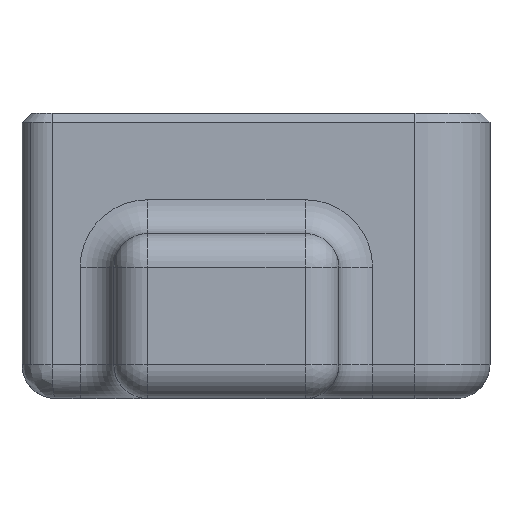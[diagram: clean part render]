
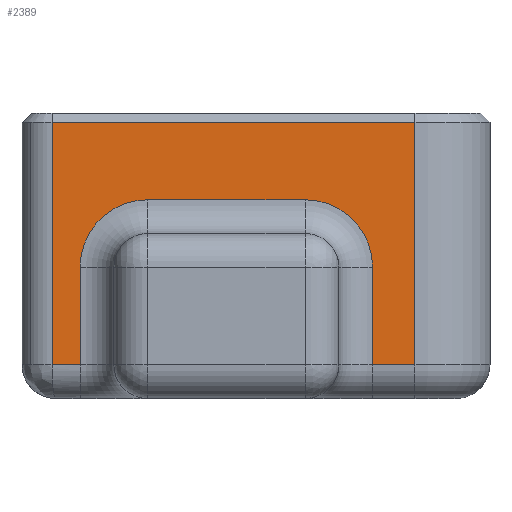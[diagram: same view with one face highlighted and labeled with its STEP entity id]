
A CAD part, left-side view. The second image highlights one B-rep face of the part: STEP entity #2389.
In plain terms, the highlighted planar face has unit normal (-1, 0, 0).
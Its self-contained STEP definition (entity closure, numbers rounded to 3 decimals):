
#3 = VECTOR ( 'NONE', #6279, 1000. ) ;
#24 = VECTOR ( 'NONE', #3313, 1000. ) ;
#78 = EDGE_CURVE ( 'NONE', #193, #3205, #6079, .T. ) ;
#164 = DIRECTION ( 'NONE',  ( 0., 0., 1. ) ) ;
#185 = VERTEX_POINT ( 'NONE', #723 ) ;
#193 = VERTEX_POINT ( 'NONE', #5095 ) ;
#245 = VERTEX_POINT ( 'NONE', #2473 ) ;
#340 = CARTESIAN_POINT ( 'NONE',  ( -4., -7., 48.4 ) ) ;
#371 = CARTESIAN_POINT ( 'NONE',  ( -4., -7., 43.25 ) ) ;
#535 = VECTOR ( 'NONE', #4872, 1000. ) ;
#558 = CIRCLE ( 'NONE', #1569, 4.5 ) ;
#562 = CARTESIAN_POINT ( 'NONE',  ( -4., -2., 32.25 ) ) ;
#610 = CARTESIAN_POINT ( 'NONE',  ( -4., -7., 32.25 ) ) ;
#718 = LINE ( 'NONE', #4909, #535 ) ;
#723 = CARTESIAN_POINT ( 'NONE',  ( -4., 22.2, 32.25 ) ) ;
#759 = CARTESIAN_POINT ( 'NONE',  ( -4., 22.2, 34. ) ) ;
#797 = EDGE_CURVE ( 'NONE', #2158, #6137, #2985, .T. ) ;
#864 = LINE ( 'NONE', #340, #3 ) ;
#1053 = VERTEX_POINT ( 'NONE', #6508 ) ;
#1147 = VECTOR ( 'NONE', #164, 1000. ) ;
#1192 = ORIENTED_EDGE ( 'NONE', *, *, #3689, .F. ) ;
#1195 = DIRECTION ( 'NONE',  ( 0., 1., 0. ) ) ;
#1360 = EDGE_CURVE ( 'NONE', #185, #3396, #6524, .T. ) ;
#1431 = LINE ( 'NONE', #6193, #2339 ) ;
#1569 = AXIS2_PLACEMENT_3D ( 'NONE', #5909, #4443, #1195 ) ;
#1673 = EDGE_CURVE ( 'NONE', #245, #185, #3787, .T. ) ;
#1801 = CARTESIAN_POINT ( 'NONE',  ( -4., 5.325, 38.75 ) ) ;
#2061 = DIRECTION ( 'NONE',  ( 0., 0., -1. ) ) ;
#2088 = FACE_OUTER_BOUND ( 'NONE', #3110, .T. ) ;
#2117 = ORIENTED_EDGE ( 'NONE', *, *, #797, .F. ) ;
#2127 = VECTOR ( 'NONE', #5621, 1000. ) ;
#2135 = VERTEX_POINT ( 'NONE', #4482 ) ;
#2158 = VERTEX_POINT ( 'NONE', #3925 ) ;
#2339 = VECTOR ( 'NONE', #2481, 1000. ) ;
#2389 = ADVANCED_FACE ( 'NONE', ( #2088 ), #5838, .F. ) ;
#2413 = CARTESIAN_POINT ( 'NONE',  ( -4., 15.825, 43.25 ) ) ;
#2433 = DIRECTION ( 'NONE',  ( 0., 1., 0. ) ) ;
#2473 = CARTESIAN_POINT ( 'NONE',  ( -4., 20.325, 32.25 ) ) ;
#2481 = DIRECTION ( 'NONE',  ( 0., 0., 1. ) ) ;
#2585 = DIRECTION ( 'NONE',  ( 1., 0., 0. ) ) ;
#2781 = DIRECTION ( 'NONE',  ( 0., 1., 0. ) ) ;
#2806 = EDGE_CURVE ( 'NONE', #1053, #245, #718, .T. ) ;
#2883 = EDGE_CURVE ( 'NONE', #2158, #2135, #5334, .T. ) ;
#2906 = ORIENTED_EDGE ( 'NONE', *, *, #78, .F. ) ;
#2985 = LINE ( 'NONE', #371, #3939 ) ;
#3004 = ORIENTED_EDGE ( 'NONE', *, *, #1673, .F. ) ;
#3069 = VERTEX_POINT ( 'NONE', #3644 ) ;
#3110 = EDGE_LOOP ( 'NONE', ( #4036, #3004, #6177, #5078, #2117, #3354, #1192, #6581, #2906, #3909 ) ) ;
#3191 = DIRECTION ( 'NONE',  ( 0., 1., 0. ) ) ;
#3205 = VERTEX_POINT ( 'NONE', #562 ) ;
#3313 = DIRECTION ( 'NONE',  ( 0., 0., -1. ) ) ;
#3354 = ORIENTED_EDGE ( 'NONE', *, *, #2883, .T. ) ;
#3396 = VERTEX_POINT ( 'NONE', #6712 ) ;
#3485 = CARTESIAN_POINT ( 'NONE',  ( -4., -7., 32.25 ) ) ;
#3644 = CARTESIAN_POINT ( 'NONE',  ( -4., 0.825, 32.25 ) ) ;
#3689 = EDGE_CURVE ( 'NONE', #3069, #2135, #1431, .T. ) ;
#3762 = CARTESIAN_POINT ( 'NONE',  ( -4., -7., 30. ) ) ;
#3787 = LINE ( 'NONE', #610, #4046 ) ;
#3909 = ORIENTED_EDGE ( 'NONE', *, *, #5237, .F. ) ;
#3925 = CARTESIAN_POINT ( 'NONE',  ( -4., 5.325, 43.25 ) ) ;
#3939 = VECTOR ( 'NONE', #2433, 1000. ) ;
#4010 = LINE ( 'NONE', #3485, #2127 ) ;
#4036 = ORIENTED_EDGE ( 'NONE', *, *, #1360, .F. ) ;
#4046 = VECTOR ( 'NONE', #3191, 1000. ) ;
#4062 = AXIS2_PLACEMENT_3D ( 'NONE', #3762, #2585, #2061 ) ;
#4443 = DIRECTION ( 'NONE',  ( 1., 0., 0. ) ) ;
#4482 = CARTESIAN_POINT ( 'NONE',  ( -4., 0.825, 38.75 ) ) ;
#4772 = EDGE_CURVE ( 'NONE', #1053, #6137, #558, .T. ) ;
#4872 = DIRECTION ( 'NONE',  ( 0., 0., -1. ) ) ;
#4909 = CARTESIAN_POINT ( 'NONE',  ( -4., 20.325, 30. ) ) ;
#5078 = ORIENTED_EDGE ( 'NONE', *, *, #4772, .T. ) ;
#5095 = CARTESIAN_POINT ( 'NONE',  ( -4., -2., 48.4 ) ) ;
#5237 = EDGE_CURVE ( 'NONE', #3396, #193, #864, .T. ) ;
#5299 = EDGE_CURVE ( 'NONE', #3205, #3069, #4010, .T. ) ;
#5334 = CIRCLE ( 'NONE', #5679, 4.5 ) ;
#5621 = DIRECTION ( 'NONE',  ( 0., 1., 0. ) ) ;
#5679 = AXIS2_PLACEMENT_3D ( 'NONE', #1801, #6589, #2781 ) ;
#5838 = PLANE ( 'NONE',  #4062 ) ;
#5909 = CARTESIAN_POINT ( 'NONE',  ( -4., 15.825, 38.75 ) ) ;
#6079 = LINE ( 'NONE', #6489, #24 ) ;
#6137 = VERTEX_POINT ( 'NONE', #2413 ) ;
#6177 = ORIENTED_EDGE ( 'NONE', *, *, #2806, .F. ) ;
#6193 = CARTESIAN_POINT ( 'NONE',  ( -4., 0.825, 30. ) ) ;
#6279 = DIRECTION ( 'NONE',  ( 0., -1., 0. ) ) ;
#6489 = CARTESIAN_POINT ( 'NONE',  ( -4., -2., 30.6 ) ) ;
#6508 = CARTESIAN_POINT ( 'NONE',  ( -4., 20.325, 38.75 ) ) ;
#6524 = LINE ( 'NONE', #759, #1147 ) ;
#6581 = ORIENTED_EDGE ( 'NONE', *, *, #5299, .F. ) ;
#6589 = DIRECTION ( 'NONE',  ( 1., 0., 0. ) ) ;
#6712 = CARTESIAN_POINT ( 'NONE',  ( -4., 22.2, 48.4 ) ) ;
